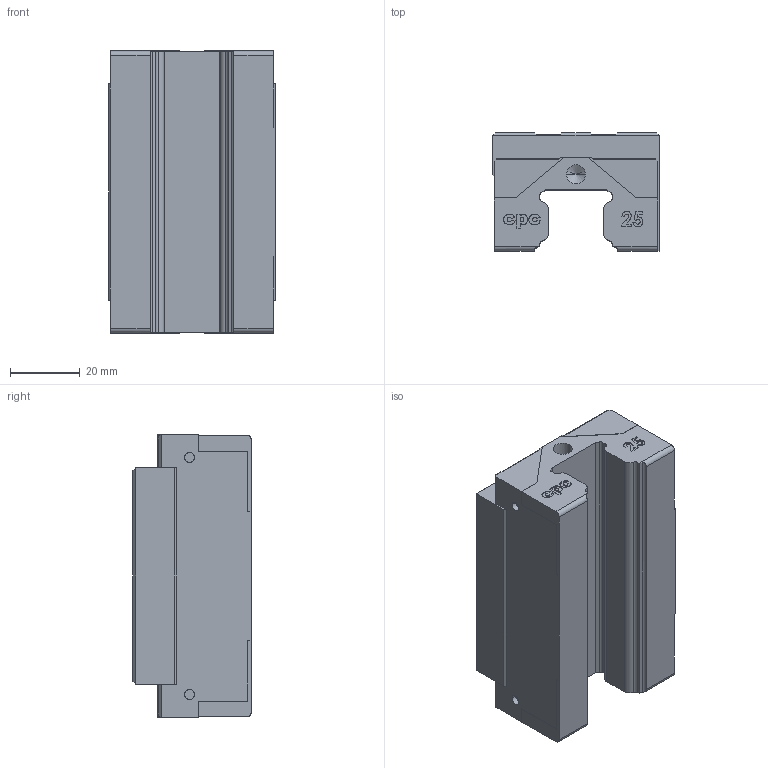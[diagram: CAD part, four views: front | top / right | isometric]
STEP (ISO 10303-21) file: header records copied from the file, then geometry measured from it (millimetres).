
FILE_DESCRIPTION (( 'STEP AP214' ), '1' );
FILE_NAME ('HRC25MN-block.STEP', '2013-03-11T11:02:19', ( 'CPC' ), ( '' ), 'SwSTEP 2.0', 'SolidWorks 2010', '' );
FILE_SCHEMA (( 'AUTOMOTIVE_DESIGN' ));
Length unit declared in the file: millimetre
Products named in the file (1): HRC25MN-block
Bounding box: 48 x 34 x 81.2 mm (x, y, z)
Volume: 96765.5 mm3; surface area: 19590 mm2
Topology: 1 solids, 1 shells, 312 faces, 834 edges, 542 vertices
Faces by surface type: plane 150, bspline 86, cylinder 56, cone 20
Entity records: 17135 total; most frequent: CARTESIAN_POINT 9397, ORIENTED_EDGE 1644, DIRECTION 1196, EDGE_CURVE 822, VERTEX_POINT 542, LINE 526, VECTOR 526, EDGE_LOOP 342
